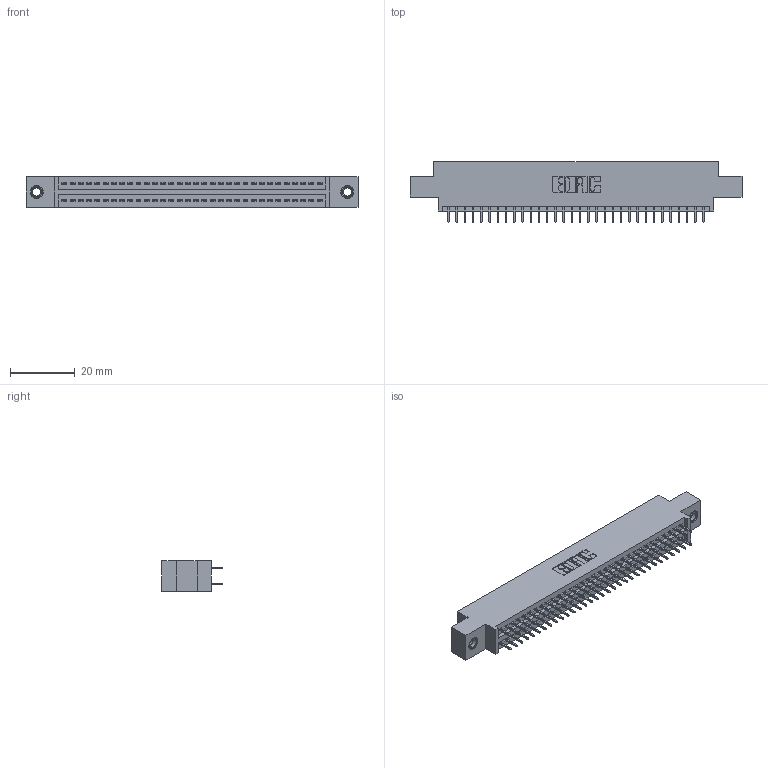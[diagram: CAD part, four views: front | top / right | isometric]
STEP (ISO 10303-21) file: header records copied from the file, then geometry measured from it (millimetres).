
FILE_DESCRIPTION (( 'STEP AP203' ), '1' );
FILE_NAME ('395-064-525-807.STEP', '2020-09-25T00:20:18', ( '' ), ( '' ), 'SwSTEP 2.0', 'SolidWorks 2020', '' );
FILE_SCHEMA (( 'CONFIG_CONTROL_DESIGN' ));
Length unit declared in the file: inch
Products named in the file (4): 395-064-525-807; 345-292-001_345-293-125; 345 Part_0.170 Offset - 0.156 Dia-TI; 345-250-001_345-250-005-103
Assembly tree (67 placements, depth 2):
  395-064-525-807
    345 Part_0.170 Offset - 0.156 Dia-TI
    345-292-001_345-293-125  x64
    345-250-001_345-250-005-103  x2
Bounding box: 102.49 x 18.72 x 9.4 mm (x, y, z)
Volume: 9630.8 mm3; surface area: 13896.2 mm2
Topology: 67 solids, 67 shells, 3646 faces, 10281 edges, 6590 vertices
Faces by surface type: plane 2612, cylinder 1018, cone 12, torus 4
Entity records: 27846 total; most frequent: CARTESIAN_POINT 4659, ORIENTED_EDGE 4586, DIRECTION 4147, EDGE_CURVE 2293, VECTOR 2017, LINE 2017, VERTEX_POINT 1520, AXIS2_PLACEMENT_3D 1065
